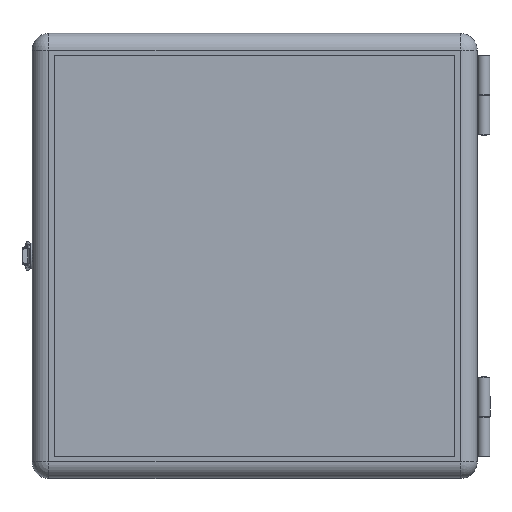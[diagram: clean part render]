
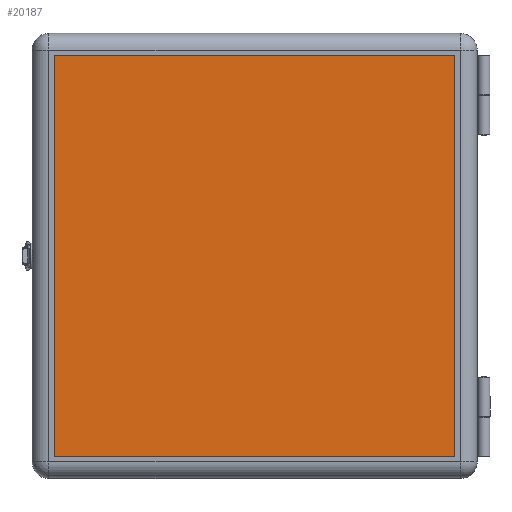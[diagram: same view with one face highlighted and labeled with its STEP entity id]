
A CAD part, top view. The second image highlights one B-rep face of the part: STEP entity #20187.
In plain terms, the highlighted face is planar.
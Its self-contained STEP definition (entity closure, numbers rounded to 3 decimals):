
#2216 = VERTEX_POINT ( 'NONE', #11817 ) ;
#6218 = LINE ( 'NONE', #6496, #6267 ) ;
#6267 = VECTOR ( 'NONE', #6498, 1000. ) ;
#6277 = VECTOR ( 'NONE', #6509, 1000. ) ;
#6279 = VECTOR ( 'NONE', #6515, 1000. ) ;
#6282 = VECTOR ( 'NONE', #6525, 1000. ) ;
#6496 = CARTESIAN_POINT ( 'NONE',  ( -185., -180., 0. ) ) ;
#6498 = DIRECTION ( 'NONE',  ( 1., 0., 0. ) ) ;
#6507 = LINE ( 'NONE', #6508, #6277 ) ;
#6508 = CARTESIAN_POINT ( 'NONE',  ( -180., -185., 0. ) ) ;
#6509 = DIRECTION ( 'NONE',  ( 0., -1., 0. ) ) ;
#6513 = LINE ( 'NONE', #6514, #6279 ) ;
#6514 = CARTESIAN_POINT ( 'NONE',  ( 180., -185., 0. ) ) ;
#6515 = DIRECTION ( 'NONE',  ( 0., 1., 0. ) ) ;
#6522 = LINE ( 'NONE', #6524, #6282 ) ;
#6524 = CARTESIAN_POINT ( 'NONE',  ( -185., 180., 0. ) ) ;
#6525 = DIRECTION ( 'NONE',  ( -1., 0., 0. ) ) ;
#8987 = AXIS2_PLACEMENT_3D ( 'NONE', #22082, #22093, #22094 ) ;
#11657 = VERTEX_POINT ( 'NONE', #16616 ) ;
#11817 = CARTESIAN_POINT ( 'NONE',  ( -180., -180., 0. ) ) ;
#16616 = CARTESIAN_POINT ( 'NONE',  ( 180., 180., 0. ) ) ;
#20187 = ADVANCED_FACE ( 'NONE', ( #22090 ), #22091, .F. ) ;
#22082 = CARTESIAN_POINT ( 'NONE',  ( -185., -185., 0. ) ) ;
#22090 = FACE_OUTER_BOUND ( 'NONE', #30689, .T. ) ;
#22091 = PLANE ( 'NONE',  #8987 ) ;
#22093 = DIRECTION ( 'NONE',  ( 0., 0., 1. ) ) ;
#22094 = DIRECTION ( 'NONE',  ( 1., 0., 0. ) ) ;
#23830 = CARTESIAN_POINT ( 'NONE',  ( 180., -180., 0. ) ) ;
#23831 = CARTESIAN_POINT ( 'NONE',  ( -180., 180., 0. ) ) ;
#30068 = VERTEX_POINT ( 'NONE', #23830 ) ;
#30069 = VERTEX_POINT ( 'NONE', #23831 ) ;
#30689 = EDGE_LOOP ( 'NONE', ( #31280, #31281, #31282, #31283 ) ) ;
#31280 = ORIENTED_EDGE ( 'NONE', *, *, #48770, .F. ) ;
#31281 = ORIENTED_EDGE ( 'NONE', *, *, #48779, .F. ) ;
#31282 = ORIENTED_EDGE ( 'NONE', *, *, #48788, .F. ) ;
#31283 = ORIENTED_EDGE ( 'NONE', *, *, #48782, .F. ) ;
#48770 = EDGE_CURVE ( 'NONE', #2216, #30068, #6218, .T. ) ;
#48779 = EDGE_CURVE ( 'NONE', #30069, #2216, #6507, .T. ) ;
#48782 = EDGE_CURVE ( 'NONE', #30068, #11657, #6513, .T. ) ;
#48788 = EDGE_CURVE ( 'NONE', #11657, #30069, #6522, .T. ) ;
